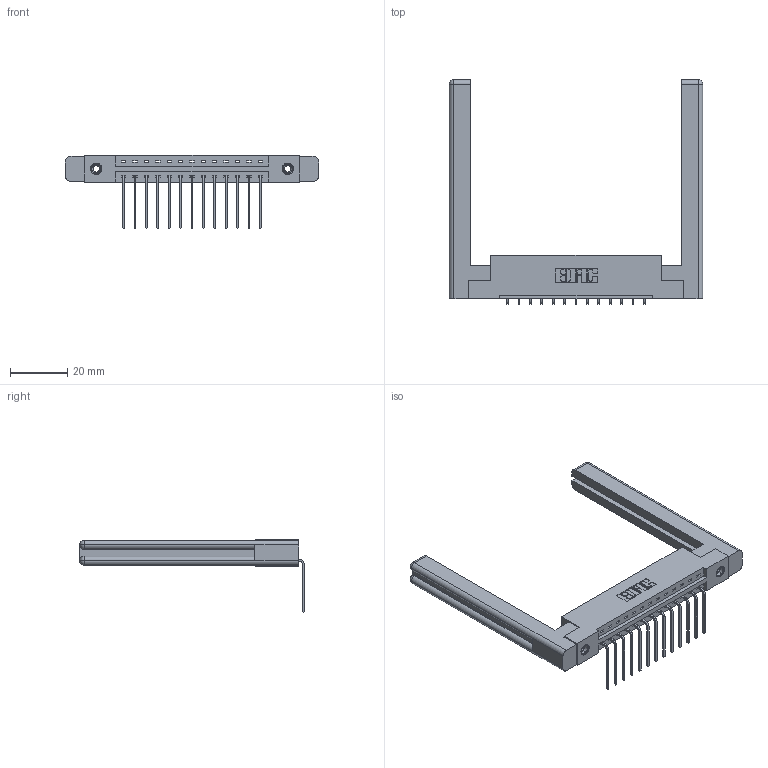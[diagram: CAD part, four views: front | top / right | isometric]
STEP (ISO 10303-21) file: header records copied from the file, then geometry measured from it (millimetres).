
FILE_DESCRIPTION (( 'STEP AP203' ), '1' );
FILE_NAME ('387-013-559-158.STEP', '2019-10-02T14:51:59', ( '' ), ( '' ), 'SwSTEP 2.0', 'SolidWorks 2016', '' );
FILE_SCHEMA (( 'CONFIG_CONTROL_DESIGN' ));
Length unit declared in the file: inch
Products named in the file (5): 345-250-001_345-250-001-102; 387-013-559-158; 345-292-001_558 559 Tail - 1; 307-220-058; 337 Part_Flush Mounting Lugs - 0.156 Dia-TI
Assembly tree (18 placements, depth 2):
  387-013-559-158
    337 Part_Flush Mounting Lugs - 0.156 Dia-TI
    345-292-001_558 559 Tail - 1  x13
    345-250-001_345-250-001-102  x2
    307-220-058  x2
Bounding box: 88.14 x 78.17 x 25.53 mm (x, y, z)
Volume: 16003 mm3; surface area: 14453.9 mm2
Topology: 18 solids, 18 shells, 1088 faces, 3187 edges, 2094 vertices
Faces by surface type: plane 778, cylinder 286, cone 12, torus 12
Entity records: 16132 total; most frequent: CARTESIAN_POINT 2808, ORIENTED_EDGE 2696, DIRECTION 2442, EDGE_CURVE 1348, LINE 1172, VECTOR 1172, VERTEX_POINT 890, AXIS2_PLACEMENT_3D 635
